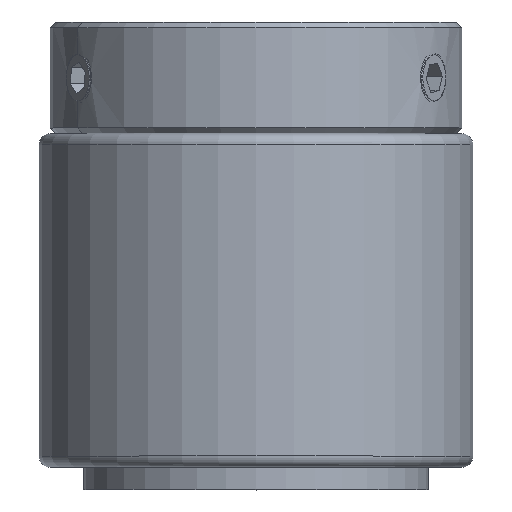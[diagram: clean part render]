
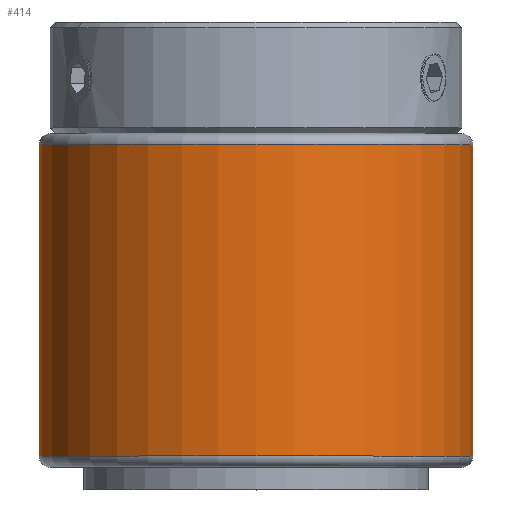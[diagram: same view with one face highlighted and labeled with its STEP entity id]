
A CAD part, top view. The second image highlights one B-rep face of the part: STEP entity #414.
In plain terms, the highlighted cylindrical face has radius 19.5 mm (diameter 39 mm), a partial arc.
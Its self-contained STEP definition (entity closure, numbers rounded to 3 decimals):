
#7 = DIRECTION ( 'NONE',  ( 0., -1., 0. ) ) ;
#298 = DIRECTION ( 'NONE',  ( 0., 0., 1. ) ) ;
#324 = CARTESIAN_POINT ( 'NONE',  ( 0., 1., -19.5 ) ) ;
#414 = ADVANCED_FACE ( 'NONE', ( #4061 ), #1414, .T. ) ;
#668 = CARTESIAN_POINT ( 'NONE',  ( 0., 29., 0. ) ) ;
#793 = VERTEX_POINT ( 'NONE', #1533 ) ;
#905 = ORIENTED_EDGE ( 'NONE', *, *, #4074, .T. ) ;
#968 = LINE ( 'NONE', #3032, #1968 ) ;
#1016 = DIRECTION ( 'NONE',  ( 0., 0., -1. ) ) ;
#1044 = DIRECTION ( 'NONE',  ( 0., -1., 0. ) ) ;
#1063 = AXIS2_PLACEMENT_3D ( 'NONE', #3055, #7, #1016 ) ;
#1129 = CIRCLE ( 'NONE', #2102, 19.5 ) ;
#1151 = CARTESIAN_POINT ( 'NONE',  ( 0., 30., 19.5 ) ) ;
#1324 = VERTEX_POINT ( 'NONE', #1636 ) ;
#1414 = CYLINDRICAL_SURFACE ( 'NONE', #1063, 19.5 ) ;
#1533 = CARTESIAN_POINT ( 'NONE',  ( 0., 29., -19.5 ) ) ;
#1570 = VERTEX_POINT ( 'NONE', #324 ) ;
#1595 = CARTESIAN_POINT ( 'NONE',  ( 0., 1., 0. ) ) ;
#1636 = CARTESIAN_POINT ( 'NONE',  ( 0., 1., 19.5 ) ) ;
#1885 = EDGE_CURVE ( 'NONE', #793, #1570, #968, .T. ) ;
#1968 = VECTOR ( 'NONE', #1044, 1000. ) ;
#1970 = DIRECTION ( 'NONE',  ( 0., 1., 0. ) ) ;
#2102 = AXIS2_PLACEMENT_3D ( 'NONE', #668, #3035, #298 ) ;
#2211 = DIRECTION ( 'NONE',  ( 0., 0., 1. ) ) ;
#2317 = AXIS2_PLACEMENT_3D ( 'NONE', #1595, #1970, #2211 ) ;
#2886 = DIRECTION ( 'NONE',  ( 0., -1., 0. ) ) ;
#3032 = CARTESIAN_POINT ( 'NONE',  ( 0., 30., -19.5 ) ) ;
#3035 = DIRECTION ( 'NONE',  ( 0., -1., 0. ) ) ;
#3055 = CARTESIAN_POINT ( 'NONE',  ( 0., 30., 0. ) ) ;
#3109 = CARTESIAN_POINT ( 'NONE',  ( 0., 29., 19.5 ) ) ;
#3178 = VECTOR ( 'NONE', #2886, 1000. ) ;
#3382 = EDGE_CURVE ( 'NONE', #3596, #1324, #4177, .T. ) ;
#3596 = VERTEX_POINT ( 'NONE', #3109 ) ;
#3711 = ORIENTED_EDGE ( 'NONE', *, *, #3994, .T. ) ;
#3751 = ORIENTED_EDGE ( 'NONE', *, *, #3382, .F. ) ;
#3914 = EDGE_LOOP ( 'NONE', ( #3751, #905, #4022, #3711 ) ) ;
#3937 = CIRCLE ( 'NONE', #2317, 19.5 ) ;
#3994 = EDGE_CURVE ( 'NONE', #1570, #1324, #3937, .T. ) ;
#4022 = ORIENTED_EDGE ( 'NONE', *, *, #1885, .T. ) ;
#4061 = FACE_OUTER_BOUND ( 'NONE', #3914, .T. ) ;
#4074 = EDGE_CURVE ( 'NONE', #3596, #793, #1129, .T. ) ;
#4177 = LINE ( 'NONE', #1151, #3178 ) ;
